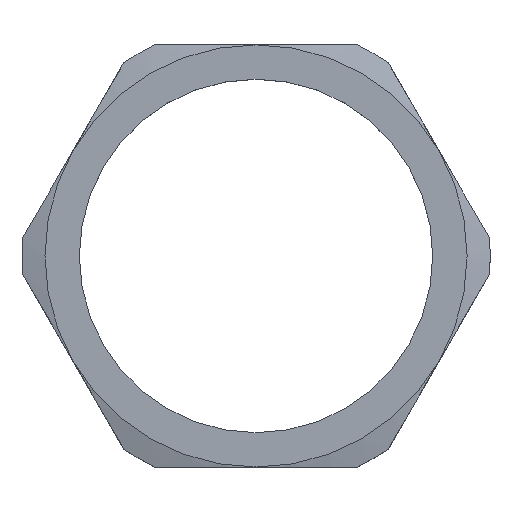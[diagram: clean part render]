
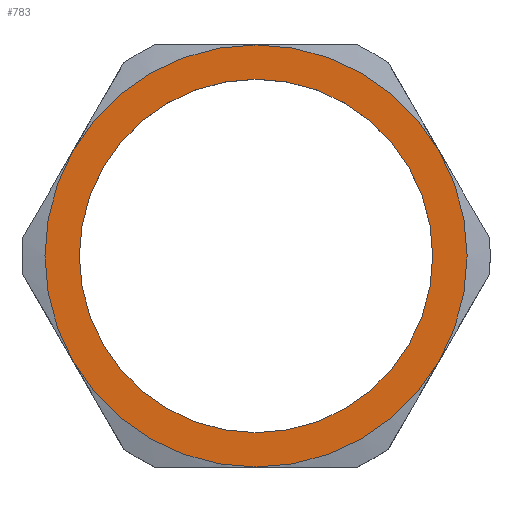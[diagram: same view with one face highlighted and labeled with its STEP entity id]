
A CAD part, top view. The second image highlights one B-rep face of the part: STEP entity #783.
In plain terms, the highlighted planar face has unit normal (0, 0, 1).
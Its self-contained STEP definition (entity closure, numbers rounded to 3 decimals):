
#6 = VERTEX_POINT ( 'NONE', #690 ) ;
#27 = FACE_OUTER_BOUND ( 'NONE', #141, .T. ) ;
#29 = ORIENTED_EDGE ( 'NONE', *, *, #304, .F. ) ;
#76 = VERTEX_POINT ( 'NONE', #579 ) ;
#91 = ORIENTED_EDGE ( 'NONE', *, *, #470, .F. ) ;
#96 = AXIS2_PLACEMENT_3D ( 'NONE', #255, #271, #251 ) ;
#110 = CIRCLE ( 'NONE', #161, 23. ) ;
#118 = AXIS2_PLACEMENT_3D ( 'NONE', #346, #344, #341 ) ;
#127 = AXIS2_PLACEMENT_3D ( 'NONE', #403, #398, #394 ) ;
#134 = AXIS2_PLACEMENT_3D ( 'NONE', #447, #444, #440 ) ;
#141 = EDGE_LOOP ( 'NONE', ( #652, #91, #201, #176, #166, #445 ) ) ;
#158 = AXIS2_PLACEMENT_3D ( 'NONE', #518, #517, #514 ) ;
#161 = AXIS2_PLACEMENT_3D ( 'NONE', #537, #535, #534 ) ;
#166 = ORIENTED_EDGE ( 'NONE', *, *, #483, .F. ) ;
#171 = EDGE_LOOP ( 'NONE', ( #29, #364 ) ) ;
#173 = AXIS2_PLACEMENT_3D ( 'NONE', #593, #592, #591 ) ;
#176 = ORIENTED_EDGE ( 'NONE', *, *, #338, .F. ) ;
#197 = CARTESIAN_POINT ( 'NONE',  ( 0., 0., 2.5 ) ) ;
#201 = ORIENTED_EDGE ( 'NONE', *, *, #616, .F. ) ;
#202 = VERTEX_POINT ( 'NONE', #343 ) ;
#204 = AXIS2_PLACEMENT_3D ( 'NONE', #749, #744, #742 ) ;
#221 = AXIS2_PLACEMENT_3D ( 'NONE', #197, #807, #803 ) ;
#251 = DIRECTION ( 'NONE',  ( 1., 0., 0. ) ) ;
#252 = PLANE ( 'NONE',  #96 ) ;
#255 = CARTESIAN_POINT ( 'NONE',  ( 0., 0., 2.5 ) ) ;
#256 = CARTESIAN_POINT ( 'NONE',  ( 0., -23., 2.5 ) ) ;
#270 = CARTESIAN_POINT ( 'NONE',  ( -19.919, 11.5, 2.5 ) ) ;
#271 = DIRECTION ( 'NONE',  ( 0., 0., 1. ) ) ;
#278 = VERTEX_POINT ( 'NONE', #282 ) ;
#282 = CARTESIAN_POINT ( 'NONE',  ( 19.919, 11.5, 2.5 ) ) ;
#304 = EDGE_CURVE ( 'NONE', #202, #6, #805, .T. ) ;
#319 = CIRCLE ( 'NONE', #158, 23. ) ;
#338 = EDGE_CURVE ( 'NONE', #779, #76, #794, .T. ) ;
#341 = DIRECTION ( 'NONE',  ( 0., 1., 0. ) ) ;
#343 = CARTESIAN_POINT ( 'NONE',  ( 19.25, 0., 2.5 ) ) ;
#344 = DIRECTION ( 'NONE',  ( 0., 0., -1. ) ) ;
#346 = CARTESIAN_POINT ( 'NONE',  ( 0., 0., 2.5 ) ) ;
#364 = ORIENTED_EDGE ( 'NONE', *, *, #426, .F. ) ;
#384 = CIRCLE ( 'NONE', #173, 19.25 ) ;
#394 = DIRECTION ( 'NONE',  ( 0., 1., 0. ) ) ;
#398 = DIRECTION ( 'NONE',  ( 0., 0., -1. ) ) ;
#403 = CARTESIAN_POINT ( 'NONE',  ( 0., 0., 2.5 ) ) ;
#407 = CARTESIAN_POINT ( 'NONE',  ( 0., 23., 2.5 ) ) ;
#424 = VERTEX_POINT ( 'NONE', #610 ) ;
#426 = EDGE_CURVE ( 'NONE', #6, #202, #384, .T. ) ;
#440 = DIRECTION ( 'NONE',  ( 0., 1., 0. ) ) ;
#443 = FACE_BOUND ( 'NONE', #171, .T. ) ;
#444 = DIRECTION ( 'NONE',  ( 0., 0., -1. ) ) ;
#445 = ORIENTED_EDGE ( 'NONE', *, *, #533, .F. ) ;
#447 = CARTESIAN_POINT ( 'NONE',  ( 0., 0., 2.5 ) ) ;
#462 = CIRCLE ( 'NONE', #134, 23. ) ;
#470 = EDGE_CURVE ( 'NONE', #767, #564, #110, .T. ) ;
#474 = CIRCLE ( 'NONE', #118, 23. ) ;
#483 = EDGE_CURVE ( 'NONE', #424, #779, #319, .T. ) ;
#514 = DIRECTION ( 'NONE',  ( 0., 1., 0. ) ) ;
#517 = DIRECTION ( 'NONE',  ( 0., 0., -1. ) ) ;
#518 = CARTESIAN_POINT ( 'NONE',  ( 0., 0., 2.5 ) ) ;
#523 = CIRCLE ( 'NONE', #127, 23. ) ;
#533 = EDGE_CURVE ( 'NONE', #278, #424, #462, .T. ) ;
#534 = DIRECTION ( 'NONE',  ( 0., 1., 0. ) ) ;
#535 = DIRECTION ( 'NONE',  ( 0., 0., -1. ) ) ;
#537 = CARTESIAN_POINT ( 'NONE',  ( 0., 0., 2.5 ) ) ;
#555 = EDGE_CURVE ( 'NONE', #564, #278, #523, .T. ) ;
#564 = VERTEX_POINT ( 'NONE', #407 ) ;
#579 = CARTESIAN_POINT ( 'NONE',  ( -19.919, -11.5, 2.5 ) ) ;
#591 = DIRECTION ( 'NONE',  ( 1., 0., 0. ) ) ;
#592 = DIRECTION ( 'NONE',  ( 0., 0., 1. ) ) ;
#593 = CARTESIAN_POINT ( 'NONE',  ( 0., 0., 2.5 ) ) ;
#610 = CARTESIAN_POINT ( 'NONE',  ( 19.919, -11.5, 2.5 ) ) ;
#616 = EDGE_CURVE ( 'NONE', #76, #767, #474, .T. ) ;
#652 = ORIENTED_EDGE ( 'NONE', *, *, #555, .F. ) ;
#690 = CARTESIAN_POINT ( 'NONE',  ( -19.25, 0., 2.5 ) ) ;
#742 = DIRECTION ( 'NONE',  ( 0., 1., 0. ) ) ;
#744 = DIRECTION ( 'NONE',  ( 0., 0., -1. ) ) ;
#749 = CARTESIAN_POINT ( 'NONE',  ( 0., 0., 2.5 ) ) ;
#767 = VERTEX_POINT ( 'NONE', #270 ) ;
#779 = VERTEX_POINT ( 'NONE', #256 ) ;
#783 = ADVANCED_FACE ( 'NONE', ( #443, #27 ), #252, .T. ) ;
#794 = CIRCLE ( 'NONE', #204, 23. ) ;
#803 = DIRECTION ( 'NONE',  ( 1., 0., 0. ) ) ;
#805 = CIRCLE ( 'NONE', #221, 19.25 ) ;
#807 = DIRECTION ( 'NONE',  ( 0., 0., 1. ) ) ;
